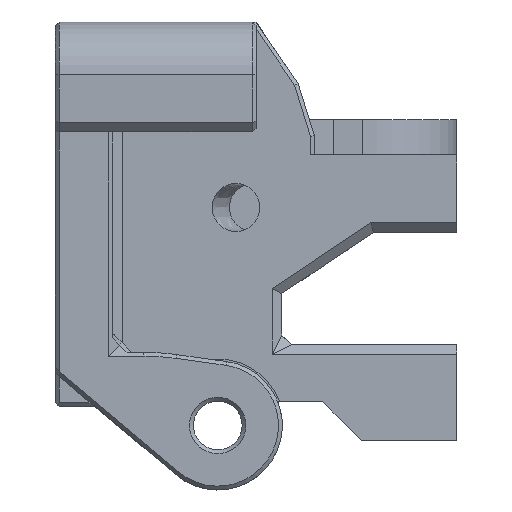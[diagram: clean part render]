
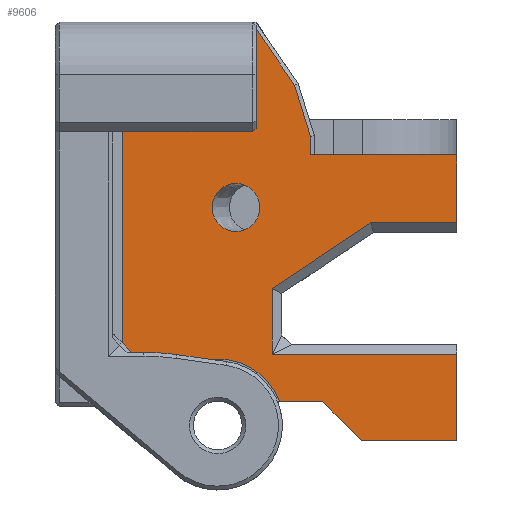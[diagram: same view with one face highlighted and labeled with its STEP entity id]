
A CAD part, left-side view. The second image highlights one B-rep face of the part: STEP entity #9606.
In plain terms, the highlighted planar face has unit normal (-1, 0, 0).
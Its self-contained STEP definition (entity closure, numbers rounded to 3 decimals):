
#502=FACE_BOUND('',#1568,.T.);
#649=CIRCLE('',#10296,6.95);
#650=CIRCLE('',#10297,2.5);
#959=FACE_OUTER_BOUND('',#1567,.T.);
#1567=EDGE_LOOP('',(#7203,#7204,#7205,#7206,#7207,#7208,#7209,#7210,#7211,
#7212,#7213,#7214,#7215,#7216,#7217,#7218,#7219,#7220,#7221,#7222,#7223,
#7224));
#1568=EDGE_LOOP('',(#7225));
#2101=LINE('',#14468,#3072);
#2376=LINE('',#24943,#3347);
#2377=LINE('',#24946,#3348);
#2380=LINE('',#24951,#3351);
#2381=LINE('',#24953,#3352);
#2382=LINE('',#24955,#3353);
#2383=LINE('',#24959,#3354);
#2384=LINE('',#24961,#3355);
#2385=LINE('',#24963,#3356);
#2386=LINE('',#24965,#3357);
#2387=LINE('',#24967,#3358);
#2388=LINE('',#24969,#3359);
#2389=LINE('',#24971,#3360);
#2390=LINE('',#24973,#3361);
#2391=LINE('',#24975,#3362);
#2392=LINE('',#24977,#3363);
#2393=LINE('',#24979,#3364);
#2394=LINE('',#24981,#3365);
#2395=LINE('',#24983,#3366);
#2396=LINE('',#24985,#3367);
#2397=LINE('',#24986,#3368);
#3072=VECTOR('',#11114,10.);
#3347=VECTOR('',#11751,10.);
#3348=VECTOR('',#11754,10.);
#3351=VECTOR('',#11759,10.);
#3352=VECTOR('',#11760,10.);
#3353=VECTOR('',#11761,10.);
#3354=VECTOR('',#11764,10.);
#3355=VECTOR('',#11765,10.);
#3356=VECTOR('',#11766,10.);
#3357=VECTOR('',#11767,10.);
#3358=VECTOR('',#11768,10.);
#3359=VECTOR('',#11769,10.);
#3360=VECTOR('',#11770,10.);
#3361=VECTOR('',#11771,10.);
#3362=VECTOR('',#11772,10.);
#3363=VECTOR('',#11773,10.);
#3364=VECTOR('',#11774,10.);
#3365=VECTOR('',#11775,10.);
#3366=VECTOR('',#11776,10.);
#3367=VECTOR('',#11777,10.);
#3368=VECTOR('',#11778,10.);
#4111=VERTEX_POINT('',#14465);
#4112=VERTEX_POINT('',#14467);
#4407=VERTEX_POINT('',#24939);
#4408=VERTEX_POINT('',#24941);
#4409=VERTEX_POINT('',#24945);
#4411=VERTEX_POINT('',#24952);
#4412=VERTEX_POINT('',#24954);
#4413=VERTEX_POINT('',#24956);
#4414=VERTEX_POINT('',#24958);
#4415=VERTEX_POINT('',#24960);
#4416=VERTEX_POINT('',#24962);
#4417=VERTEX_POINT('',#24964);
#4418=VERTEX_POINT('',#24966);
#4419=VERTEX_POINT('',#24968);
#4420=VERTEX_POINT('',#24970);
#4421=VERTEX_POINT('',#24972);
#4422=VERTEX_POINT('',#24974);
#4423=VERTEX_POINT('',#24976);
#4424=VERTEX_POINT('',#24978);
#4425=VERTEX_POINT('',#24980);
#4426=VERTEX_POINT('',#24982);
#4427=VERTEX_POINT('',#24984);
#4428=VERTEX_POINT('',#24987);
#4983=EDGE_CURVE('',#4112,#4111,#2101,.T.);
#5431=EDGE_CURVE('',#4408,#4407,#2376,.T.);
#5432=EDGE_CURVE('',#4407,#4409,#2377,.T.);
#5435=EDGE_CURVE('',#4112,#4408,#2380,.T.);
#5436=EDGE_CURVE('',#4111,#4411,#2381,.T.);
#5437=EDGE_CURVE('',#4412,#4411,#2382,.T.);
#5438=EDGE_CURVE('',#4412,#4413,#649,.T.);
#5439=EDGE_CURVE('',#4414,#4413,#2383,.T.);
#5440=EDGE_CURVE('',#4415,#4414,#2384,.T.);
#5441=EDGE_CURVE('',#4416,#4415,#2385,.T.);
#5442=EDGE_CURVE('',#4416,#4417,#2386,.T.);
#5443=EDGE_CURVE('',#4418,#4417,#2387,.T.);
#5444=EDGE_CURVE('',#4419,#4418,#2388,.T.);
#5445=EDGE_CURVE('',#4420,#4419,#2389,.T.);
#5446=EDGE_CURVE('',#4421,#4420,#2390,.T.);
#5447=EDGE_CURVE('',#4422,#4421,#2391,.T.);
#5448=EDGE_CURVE('',#4422,#4423,#2392,.T.);
#5449=EDGE_CURVE('',#4424,#4423,#2393,.T.);
#5450=EDGE_CURVE('',#4425,#4424,#2394,.T.);
#5451=EDGE_CURVE('',#4426,#4425,#2395,.T.);
#5452=EDGE_CURVE('',#4427,#4426,#2396,.T.);
#5453=EDGE_CURVE('',#4409,#4427,#2397,.T.);
#5454=EDGE_CURVE('',#4428,#4428,#650,.T.);
#7203=ORIENTED_EDGE('',*,*,#5431,.F.);
#7204=ORIENTED_EDGE('',*,*,#5435,.F.);
#7205=ORIENTED_EDGE('',*,*,#4983,.T.);
#7206=ORIENTED_EDGE('',*,*,#5436,.T.);
#7207=ORIENTED_EDGE('',*,*,#5437,.F.);
#7208=ORIENTED_EDGE('',*,*,#5438,.T.);
#7209=ORIENTED_EDGE('',*,*,#5439,.F.);
#7210=ORIENTED_EDGE('',*,*,#5440,.F.);
#7211=ORIENTED_EDGE('',*,*,#5441,.F.);
#7212=ORIENTED_EDGE('',*,*,#5442,.T.);
#7213=ORIENTED_EDGE('',*,*,#5443,.F.);
#7214=ORIENTED_EDGE('',*,*,#5444,.F.);
#7215=ORIENTED_EDGE('',*,*,#5445,.F.);
#7216=ORIENTED_EDGE('',*,*,#5446,.F.);
#7217=ORIENTED_EDGE('',*,*,#5447,.F.);
#7218=ORIENTED_EDGE('',*,*,#5448,.T.);
#7219=ORIENTED_EDGE('',*,*,#5449,.F.);
#7220=ORIENTED_EDGE('',*,*,#5450,.F.);
#7221=ORIENTED_EDGE('',*,*,#5451,.F.);
#7222=ORIENTED_EDGE('',*,*,#5452,.F.);
#7223=ORIENTED_EDGE('',*,*,#5453,.F.);
#7224=ORIENTED_EDGE('',*,*,#5432,.F.);
#7225=ORIENTED_EDGE('',*,*,#5454,.T.);
#9230=PLANE('',#10295);
#9606=ADVANCED_FACE('',(#959,#502),#9230,.T.);
#10295=AXIS2_PLACEMENT_3D('',#24950,#11757,#11758);
#10296=AXIS2_PLACEMENT_3D('',#24957,#11762,#11763);
#10297=AXIS2_PLACEMENT_3D('',#24988,#11779,#11780);
#11114=DIRECTION('',(0.,-1.,0.));
#11751=DIRECTION('',(0.,0.,1.));
#11754=DIRECTION('',(0.,-1.,0.));
#11757=DIRECTION('center_axis',(-1.,0.,0.));
#11758=DIRECTION('ref_axis',(0.,-1.,0.));
#11759=DIRECTION('',(0.,-0.707,0.707));
#11760=DIRECTION('',(0.,-0.832,0.555));
#11761=DIRECTION('',(0.,1.,0.));
#11762=DIRECTION('center_axis',(1.,0.,0.));
#11763=DIRECTION('ref_axis',(0.,-0.615,0.789));
#11764=DIRECTION('',(0.,1.,0.));
#11765=DIRECTION('',(0.,0.707,0.707));
#11766=DIRECTION('',(0.,1.,0.));
#11767=DIRECTION('',(0.,0.,1.));
#11768=DIRECTION('',(0.,-1.,0.));
#11769=DIRECTION('',(0.,-0.001,-1.));
#11770=DIRECTION('',(0.,0.832,-0.555));
#11771=DIRECTION('',(0.,1.,0.));
#11772=DIRECTION('',(0.,0.,-1.));
#11773=DIRECTION('',(0.,1.,0.));
#11774=DIRECTION('',(0.,0.,-1.));
#11775=DIRECTION('',(0.,-0.296,-0.955));
#11776=DIRECTION('',(0.,-0.565,-0.825));
#11777=DIRECTION('',(0.,0.,1.));
#11778=DIRECTION('',(0.,-0.707,0.707));
#11779=DIRECTION('center_axis',(1.,0.,0.));
#11780=DIRECTION('ref_axis',(0.,0.,-1.));
#14465=CARTESIAN_POINT('',(27.975,43.7,58.));
#14467=CARTESIAN_POINT('',(27.975,44.1,58.));
#14468=CARTESIAN_POINT('',(27.975,25.7,58.));
#24939=CARTESIAN_POINT('',(27.975,42.7,86.7));
#24941=CARTESIAN_POINT('',(27.975,42.7,59.4));
#24943=CARTESIAN_POINT('',(27.975,42.7,83.8));
#24945=CARTESIAN_POINT('',(27.975,29.1,86.7));
#24946=CARTESIAN_POINT('',(27.975,25.7,86.7));
#24950=CARTESIAN_POINT('Origin',(27.975,1.7,89.5));
#24951=CARTESIAN_POINT('',(27.975,25.525,76.575));
#24952=CARTESIAN_POINT('',(27.975,43.006,58.463));
#24953=CARTESIAN_POINT('',(27.975,0.892,86.538));
#24954=CARTESIAN_POINT('',(27.975,39.199,58.463));
#24955=CARTESIAN_POINT('',(27.975,1.7,58.463));
#24956=CARTESIAN_POINT('',(27.975,26.201,58.463));
#24957=CARTESIAN_POINT('Origin',(27.975,32.7,56.));
#24958=CARTESIAN_POINT('',(27.975,21.7,58.463));
#24959=CARTESIAN_POINT('',(27.975,1.7,58.463));
#24960=CARTESIAN_POINT('',(27.975,17.7,54.463));
#24961=CARTESIAN_POINT('',(27.975,23.166,59.929));
#24962=CARTESIAN_POINT('',(27.975,7.7,54.463));
#24963=CARTESIAN_POINT('',(27.975,7.7,54.463));
#24964=CARTESIAN_POINT('',(27.975,7.7,63.463));
#24965=CARTESIAN_POINT('',(27.975,7.7,75.481));
#24966=CARTESIAN_POINT('',(27.975,27.005,63.463));
#24967=CARTESIAN_POINT('',(27.975,1.7,63.463));
#24968=CARTESIAN_POINT('',(27.975,27.011,70.328));
#24969=CARTESIAN_POINT('',(27.975,27.017,78.13));
#24970=CARTESIAN_POINT('',(27.975,16.703,77.2));
#24971=CARTESIAN_POINT('',(27.975,1.447,87.371));
#24972=CARTESIAN_POINT('',(27.975,7.7,77.2));
#24973=CARTESIAN_POINT('',(27.975,11.2,77.2));
#24974=CARTESIAN_POINT('',(27.975,7.7,84.3));
#24975=CARTESIAN_POINT('',(27.975,7.7,82.));
#24976=CARTESIAN_POINT('',(27.975,23.,84.3));
#24977=CARTESIAN_POINT('',(27.975,-5.512,84.3));
#24978=CARTESIAN_POINT('',(27.975,23.,86.237));
#24979=CARTESIAN_POINT('',(27.975,23.,89.4));
#24980=CARTESIAN_POINT('',(27.975,24.66,91.596));
#24981=CARTESIAN_POINT('',(27.975,22.944,86.056));
#24982=CARTESIAN_POINT('',(27.975,28.7,97.492));
#24983=CARTESIAN_POINT('',(27.975,22.688,88.719));
#24984=CARTESIAN_POINT('',(27.975,28.7,87.1));
#24985=CARTESIAN_POINT('',(27.975,28.7,90.975));
#24986=CARTESIAN_POINT('',(27.975,21.45,94.35));
#24987=CARTESIAN_POINT('',(27.975,30.8,81.3));
#24988=CARTESIAN_POINT('Origin',(27.975,30.8,78.8));
